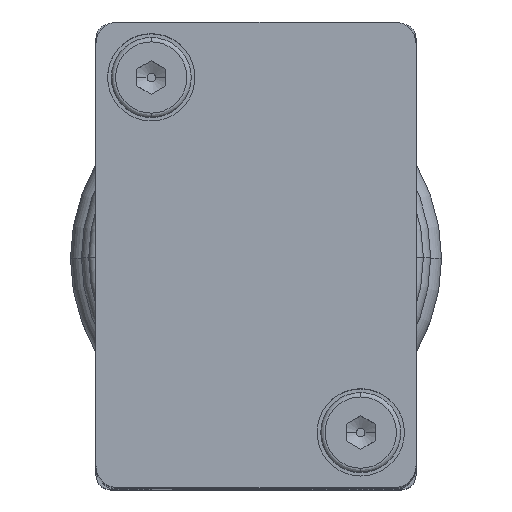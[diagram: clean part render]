
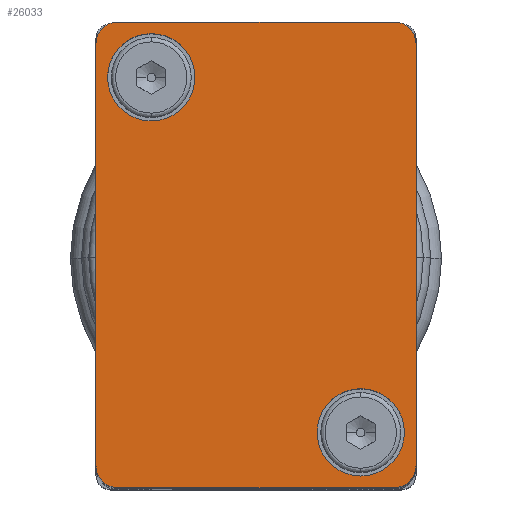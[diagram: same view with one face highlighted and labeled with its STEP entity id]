
A CAD part, top view. The second image highlights one B-rep face of the part: STEP entity #26033.
In plain terms, the highlighted face is planar.
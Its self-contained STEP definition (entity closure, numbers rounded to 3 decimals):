
#19961=CARTESIAN_POINT('',(7.2,19.75,15.2));
#19962=VERTEX_POINT('',#19961);
#19978=CARTESIAN_POINT('',(7.2,19.75,9.2));
#19979=VERTEX_POINT('',#19978);
#19986=CARTESIAN_POINT('',(7.2,19.75,12.2));
#19987=DIRECTION('',(0.0,-1.0,0.0));
#19988=DIRECTION('',(0.0,0.0,1.0));
#19989=AXIS2_PLACEMENT_3D('',#19986,#19987,#19988);
#19990=CIRCLE('',#19989,3.0);
#19991=EDGE_CURVE('',#19962,#19979,#19990,.T.);
#20003=CARTESIAN_POINT('',(-7.2,19.75,-9.2));
#20004=VERTEX_POINT('',#20003);
#20020=CARTESIAN_POINT('',(-7.2,19.75,-15.2));
#20021=VERTEX_POINT('',#20020);
#20028=CARTESIAN_POINT('',(-7.2,19.75,-12.2));
#20029=DIRECTION('',(0.0,-1.0,0.0));
#20030=DIRECTION('',(0.0,0.0,1.0));
#20031=AXIS2_PLACEMENT_3D('',#20028,#20029,#20030);
#20032=CIRCLE('',#20031,3.0);
#20033=EDGE_CURVE('',#20004,#20021,#20032,.T.);
#20045=CARTESIAN_POINT('',(-10.561,19.75,15.561));
#20046=VERTEX_POINT('',#20045);
#20062=CARTESIAN_POINT('',(-9.5,19.75,16.));
#20063=VERTEX_POINT('',#20062);
#20070=CARTESIAN_POINT('',(-9.5,19.75,14.5));
#20071=DIRECTION('',(0.0,-1.,0.0));
#20072=DIRECTION('',(-0.707,0.0,0.707));
#20073=AXIS2_PLACEMENT_3D('',#20070,#20071,#20072);
#20074=CIRCLE('',#20073,1.5);
#20075=EDGE_CURVE('',#20063,#20046,#20074,.T.);
#20087=CARTESIAN_POINT('',(-10.561,19.75,-15.561));
#20088=VERTEX_POINT('',#20087);
#20104=CARTESIAN_POINT('',(-11.0,19.75,-14.5));
#20105=VERTEX_POINT('',#20104);
#20112=CARTESIAN_POINT('',(-9.5,19.75,-14.5));
#20113=DIRECTION('',(0.0,-1.,0.0));
#20114=DIRECTION('',(-0.707,0.0,-0.707));
#20115=AXIS2_PLACEMENT_3D('',#20112,#20113,#20114);
#20116=CIRCLE('',#20115,1.5);
#20117=EDGE_CURVE('',#20105,#20088,#20116,.T.);
#20129=CARTESIAN_POINT('',(10.561,19.75,-15.561));
#20130=VERTEX_POINT('',#20129);
#20146=CARTESIAN_POINT('',(9.5,19.75,-16.0));
#20147=VERTEX_POINT('',#20146);
#20154=CARTESIAN_POINT('',(9.5,19.75,-14.5));
#20155=DIRECTION('',(0.0,-1.,0.0));
#20156=DIRECTION('',(0.707,0.0,-0.707));
#20157=AXIS2_PLACEMENT_3D('',#20154,#20155,#20156);
#20158=CIRCLE('',#20157,1.5);
#20159=EDGE_CURVE('',#20147,#20130,#20158,.T.);
#20171=CARTESIAN_POINT('',(10.561,19.75,15.561));
#20172=VERTEX_POINT('',#20171);
#20188=CARTESIAN_POINT('',(11.0,19.75,14.5));
#20189=VERTEX_POINT('',#20188);
#20196=CARTESIAN_POINT('',(9.5,19.75,14.5));
#20197=DIRECTION('',(0.0,-1.,0.0));
#20198=DIRECTION('',(0.707,0.0,0.707));
#20199=AXIS2_PLACEMENT_3D('',#20196,#20197,#20198);
#20200=CIRCLE('',#20199,1.5);
#20201=EDGE_CURVE('',#20189,#20172,#20200,.T.);
#25900=CARTESIAN_POINT('',(9.5,19.75,16.));
#25901=VERTEX_POINT('',#25900);
#25902=CARTESIAN_POINT('',(9.5,19.75,14.5));
#25903=DIRECTION('',(0.0,-1.,0.0));
#25904=DIRECTION('',(0.707,0.0,0.707));
#25905=AXIS2_PLACEMENT_3D('',#25902,#25903,#25904);
#25906=CIRCLE('',#25905,1.5);
#25907=EDGE_CURVE('',#20172,#25901,#25906,.T.);
#25933=CARTESIAN_POINT('',(9.5,19.75,16.));
#25934=DIRECTION('',(-1.0,0.0,0.0));
#25935=VECTOR('',#25934,19.0);
#25936=LINE('',#25933,#25935);
#25937=EDGE_CURVE('',#25901,#20063,#25936,.T.);
#25955=CARTESIAN_POINT('',(0.,19.75,0.));
#25956=DIRECTION('',(0.0,1.0,0.0));
#25957=DIRECTION('',(0.0,0.0,1.0));
#25958=AXIS2_PLACEMENT_3D('',#25955,#25956,#25957);
#25959=PLANE('',#25958);
#25960=ORIENTED_EDGE('',*,*,#20201,.F.);
#25961=CARTESIAN_POINT('',(11.0,19.75,-14.5));
#25962=VERTEX_POINT('',#25961);
#25963=CARTESIAN_POINT('',(11.0,19.75,-14.5));
#25964=DIRECTION('',(0.0,0.0,1.0));
#25965=VECTOR('',#25964,29.0);
#25966=LINE('',#25963,#25965);
#25967=EDGE_CURVE('',#25962,#20189,#25966,.T.);
#25968=ORIENTED_EDGE('',*,*,#25967,.F.);
#25969=CARTESIAN_POINT('',(9.5,19.75,-14.5));
#25970=DIRECTION('',(0.0,-1.,0.0));
#25971=DIRECTION('',(0.707,0.0,-0.707));
#25972=AXIS2_PLACEMENT_3D('',#25969,#25970,#25971);
#25973=CIRCLE('',#25972,1.5);
#25974=EDGE_CURVE('',#20130,#25962,#25973,.T.);
#25975=ORIENTED_EDGE('',*,*,#25974,.F.);
#25976=ORIENTED_EDGE('',*,*,#20159,.F.);
#25977=CARTESIAN_POINT('',(-9.5,19.75,-16.));
#25978=VERTEX_POINT('',#25977);
#25979=CARTESIAN_POINT('',(-9.5,19.75,-16.));
#25980=DIRECTION('',(1.0,0.0,0.0));
#25981=VECTOR('',#25980,19.0);
#25982=LINE('',#25979,#25981);
#25983=EDGE_CURVE('',#25978,#20147,#25982,.T.);
#25984=ORIENTED_EDGE('',*,*,#25983,.F.);
#25985=CARTESIAN_POINT('',(-9.5,19.75,-14.5));
#25986=DIRECTION('',(0.0,-1.,0.0));
#25987=DIRECTION('',(-0.707,0.0,-0.707));
#25988=AXIS2_PLACEMENT_3D('',#25985,#25986,#25987);
#25989=CIRCLE('',#25988,1.5);
#25990=EDGE_CURVE('',#20088,#25978,#25989,.T.);
#25991=ORIENTED_EDGE('',*,*,#25990,.F.);
#25992=ORIENTED_EDGE('',*,*,#20117,.F.);
#25993=CARTESIAN_POINT('',(-11.0,19.75,14.5));
#25994=VERTEX_POINT('',#25993);
#25995=CARTESIAN_POINT('',(-11.0,19.75,14.5));
#25996=DIRECTION('',(0.0,0.0,-1.0));
#25997=VECTOR('',#25996,29.);
#25998=LINE('',#25995,#25997);
#25999=EDGE_CURVE('',#25994,#20105,#25998,.T.);
#26000=ORIENTED_EDGE('',*,*,#25999,.F.);
#26001=CARTESIAN_POINT('',(-9.5,19.75,14.5));
#26002=DIRECTION('',(0.0,-1.,0.0));
#26003=DIRECTION('',(-0.707,0.0,0.707));
#26004=AXIS2_PLACEMENT_3D('',#26001,#26002,#26003);
#26005=CIRCLE('',#26004,1.5);
#26006=EDGE_CURVE('',#20046,#25994,#26005,.T.);
#26007=ORIENTED_EDGE('',*,*,#26006,.F.);
#26008=ORIENTED_EDGE('',*,*,#20075,.F.);
#26009=ORIENTED_EDGE('',*,*,#25937,.F.);
#26010=ORIENTED_EDGE('',*,*,#25907,.F.);
#26011=EDGE_LOOP('',(#25960,#25968,#25975,#25976,#25984,#25991,#25992,#26000,#26007,#26008,#26009,#26010));
#26012=FACE_OUTER_BOUND('',#26011,.T.);
#26013=ORIENTED_EDGE('',*,*,#20033,.T.);
#26014=CARTESIAN_POINT('',(-7.2,19.75,-12.2));
#26015=DIRECTION('',(0.0,-1.0,0.0));
#26016=DIRECTION('',(0.0,0.0,1.0));
#26017=AXIS2_PLACEMENT_3D('',#26014,#26015,#26016);
#26018=CIRCLE('',#26017,3.0);
#26019=EDGE_CURVE('',#20021,#20004,#26018,.T.);
#26020=ORIENTED_EDGE('',*,*,#26019,.T.);
#26021=EDGE_LOOP('',(#26013,#26020));
#26022=FACE_BOUND('',#26021,.T.);
#26023=ORIENTED_EDGE('',*,*,#19991,.T.);
#26024=CARTESIAN_POINT('',(7.2,19.75,12.2));
#26025=DIRECTION('',(0.0,-1.0,0.0));
#26026=DIRECTION('',(0.0,0.0,1.0));
#26027=AXIS2_PLACEMENT_3D('',#26024,#26025,#26026);
#26028=CIRCLE('',#26027,3.0);
#26029=EDGE_CURVE('',#19979,#19962,#26028,.T.);
#26030=ORIENTED_EDGE('',*,*,#26029,.T.);
#26031=EDGE_LOOP('',(#26023,#26030));
#26032=FACE_BOUND('',#26031,.T.);
#26033=ADVANCED_FACE('',(#26012,#26022,#26032),#25959,.T.);
